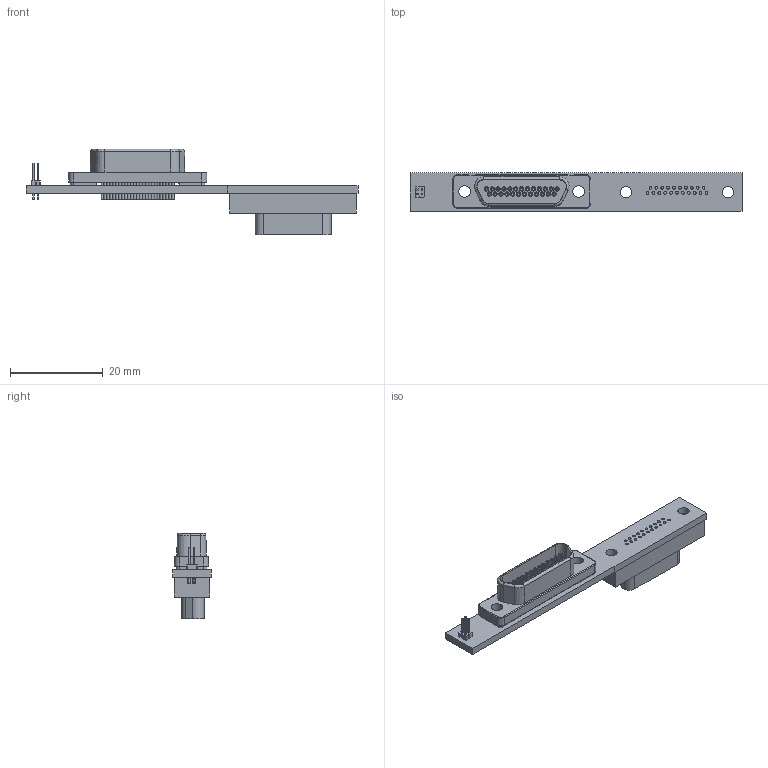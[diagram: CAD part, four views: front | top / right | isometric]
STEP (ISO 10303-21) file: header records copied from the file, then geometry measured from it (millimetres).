
FILE_DESCRIPTION(('KiCad electronic assembly'),'2;1');
FILE_NAME('21to25.step','2021-08-02T13:31:06',('An Author'),('A Company' ),'Open CASCADE STEP processor 6.9','KiCad to STEP converter', 'Unknown');
FILE_SCHEMA(('AUTOMOTIVE_DESIGN { 1 0 10303 214 1 1 1 1 }'));
Length unit declared in the file: millimetre
Products named in the file (8): Open CASCADE STEP translator 6.9 1; 380-025-213L001; SOLID; Basic21PinOmnetics; PinHeader_2x02_P1.00mm_Vertical; COMPOUND
Assembly tree (7 placements, depth 3):
  Open CASCADE STEP translator 6.9 1
    380-025-213L001
      SOLID
    Basic21PinOmnetics
      SOLID
    PinHeader_2x02_P1.00mm_Vertical
      SOLID
    COMPOUND
Bounding box: 71.5 x 8.25 x 18.39 mm (x, y, z)
Volume: 2788.5 mm3; surface area: 4272.3 mm2
Topology: 4 solids, 4 shells, 558 faces, 1217 edges, 779 vertices
Faces by surface type: plane 243, cylinder 237, cone 58, torus 20
Full cylindrical faces by diameter (mm): 0.5 x29, 0.57 x25, 0.61 x46, 0.85 x25, 0.92 x25, 1 x25, 2.44 x2, 2.5 x2, 2.81 x2
Entity records: 36183 total; most frequent: CARTESIAN_POINT 10712, DIRECTION 4678, ORIENTED_EDGE 2384, PCURVE 2384, DEFINITIONAL_REPRESENTATION 2384, LINE 2268, VECTOR 2268, EDGE_CURVE 1192
